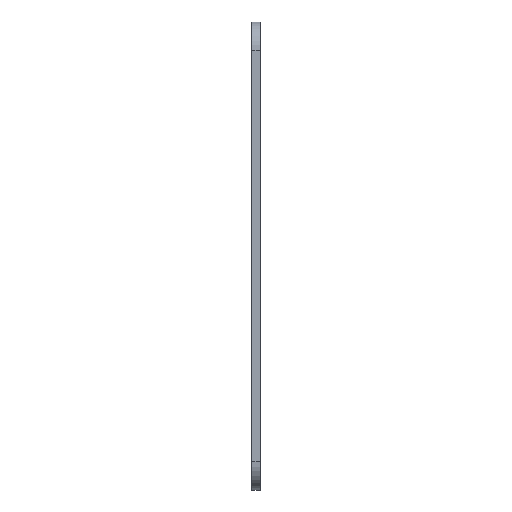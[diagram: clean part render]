
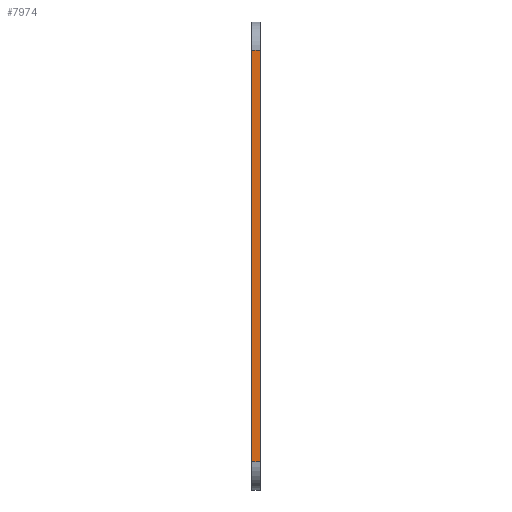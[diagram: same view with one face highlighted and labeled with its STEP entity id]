
A CAD part, left-side view. The second image highlights one B-rep face of the part: STEP entity #7974.
In plain terms, the highlighted planar face has unit normal (-1, 0, 0).
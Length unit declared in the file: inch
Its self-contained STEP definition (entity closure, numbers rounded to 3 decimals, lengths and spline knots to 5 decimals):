
#264=PLANE('',#8217);
#669=FACE_OUTER_BOUND('',#1140,.T.);
#1140=EDGE_LOOP('',(#7159,#7160,#7161,#7162));
#1742=LINE('',#15680,#2393);
#1775=LINE('',#15803,#2426);
#1792=LINE('',#15878,#2443);
#1793=LINE('',#15880,#2444);
#2393=VECTOR('',#9073,0.3937);
#2426=VECTOR('',#9176,0.3937);
#2443=VECTOR('',#9237,0.3937);
#2444=VECTOR('',#9240,0.3937);
#3681=VERTEX_POINT('',#15677);
#3682=VERTEX_POINT('',#15679);
#3736=VERTEX_POINT('',#15800);
#3737=VERTEX_POINT('',#15802);
#4824=EDGE_CURVE('',#3681,#3682,#1742,.T.);
#4882=EDGE_CURVE('',#3737,#3736,#1775,.T.);
#4920=EDGE_CURVE('',#3737,#3681,#1792,.T.);
#4921=EDGE_CURVE('',#3682,#3736,#1793,.T.);
#7159=ORIENTED_EDGE('',*,*,#4920,.F.);
#7160=ORIENTED_EDGE('',*,*,#4882,.T.);
#7161=ORIENTED_EDGE('',*,*,#4921,.F.);
#7162=ORIENTED_EDGE('',*,*,#4824,.F.);
#7974=ADVANCED_FACE('',(#669),#264,.T.);
#8217=AXIS2_PLACEMENT_3D('',#15879,#9238,#9239);
#9073=DIRECTION('',(0.,0.,1.));
#9176=DIRECTION('',(0.,0.,1.));
#9237=DIRECTION('',(0.,1.,0.));
#9238=DIRECTION('center_axis',(-1.,0.,0.));
#9239=DIRECTION('ref_axis',(0.,0.,1.));
#9240=DIRECTION('',(0.,-1.,0.));
#15677=CARTESIAN_POINT('',(-0.56201,0.05906,-0.27067));
#15679=CARTESIAN_POINT('',(-0.56201,0.05906,2.59941));
#15680=CARTESIAN_POINT('',(-0.56201,0.05906,-0.46752));
#15800=CARTESIAN_POINT('',(-0.56201,0.,2.59941));
#15802=CARTESIAN_POINT('',(-0.56201,0.,-0.27067));
#15803=CARTESIAN_POINT('',(-0.56201,0.,-0.46752));
#15878=CARTESIAN_POINT('',(-0.56201,0.,-0.27067));
#15879=CARTESIAN_POINT('Origin',(-0.56201,0.,-0.46752));
#15880=CARTESIAN_POINT('',(-0.56201,0.,2.59941));
